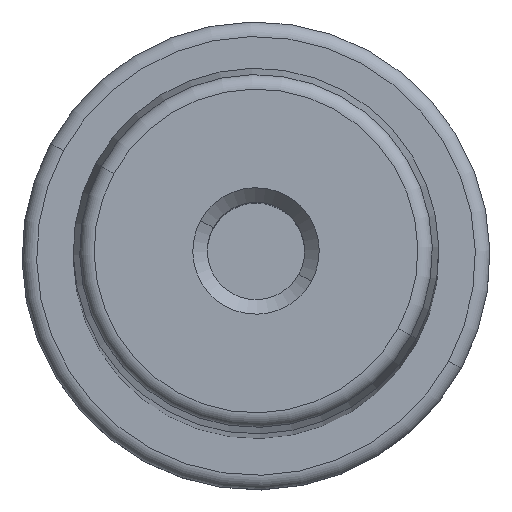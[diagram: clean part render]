
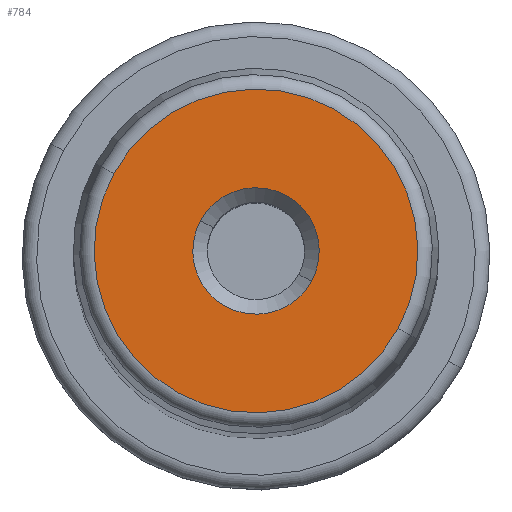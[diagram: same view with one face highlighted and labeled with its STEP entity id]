
A CAD part, top view. The second image highlights one B-rep face of the part: STEP entity #784.
In plain terms, the highlighted planar face has unit normal (0, 0, 1).
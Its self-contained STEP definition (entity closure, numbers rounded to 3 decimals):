
#718=CARTESIAN_POINT('Vertex',(-9.714,5.307,200.)) ;
#721=CARTESIAN_POINT('Axis2P3D Location',(0.,0.,200.)) ;
#725=CARTESIAN_POINT('Vertex',(9.714,-5.307,200.)) ;
#745=CARTESIAN_POINT('Axis2P3D Location',(0.,0.,200.)) ;
#757=CARTESIAN_POINT('Axis2P3D Location',(-11.938,0.,200.)) ;
#766=CARTESIAN_POINT('Axis2P3D Location',(0.,0.,200.)) ;
#770=CARTESIAN_POINT('Vertex',(-3.794,2.073,200.)) ;
#772=CARTESIAN_POINT('Vertex',(3.794,-2.073,200.)) ;
#775=CARTESIAN_POINT('Axis2P3D Location',(0.,0.,200.)) ;
#722=DIRECTION('Axis2P3D Direction',(-0.,0.,-1.)) ;
#746=DIRECTION('Axis2P3D Direction',(0.,0.,-1.)) ;
#758=DIRECTION('Axis2P3D Direction',(0.,0.,-1.)) ;
#759=DIRECTION('Axis2P3D XDirection',(1.,0.,0.)) ;
#767=DIRECTION('Axis2P3D Direction',(0.,0.,-1.)) ;
#776=DIRECTION('Axis2P3D Direction',(0.,0.,-1.)) ;
#723=AXIS2_PLACEMENT_3D('Circle Axis2P3D',#721,#722,$) ;
#747=AXIS2_PLACEMENT_3D('Circle Axis2P3D',#745,#746,$) ;
#760=AXIS2_PLACEMENT_3D('Plane Axis2P3D',#757,#758,#759) ;
#768=AXIS2_PLACEMENT_3D('Circle Axis2P3D',#766,#767,$) ;
#777=AXIS2_PLACEMENT_3D('Circle Axis2P3D',#775,#776,$) ;
#763=ORIENTED_EDGE('',*,*,#727,.F.) ;
#764=ORIENTED_EDGE('',*,*,#749,.F.) ;
#781=ORIENTED_EDGE('',*,*,#774,.T.) ;
#782=ORIENTED_EDGE('',*,*,#779,.T.) ;
#783=FACE_BOUND('',#780,.T.) ;
#784=ADVANCED_FACE('PartBody',(#765,#783),#761,.F.) ;
#724=CIRCLE('generated circle',#723,11.069) ;
#748=CIRCLE('generated circle',#747,11.069) ;
#769=CIRCLE('generated circle',#768,4.324) ;
#778=CIRCLE('generated circle',#777,4.324) ;
#727=EDGE_CURVE('',#719,#726,#724,.T.) ;
#749=EDGE_CURVE('',#726,#719,#748,.T.) ;
#774=EDGE_CURVE('',#771,#773,#769,.T.) ;
#779=EDGE_CURVE('',#773,#771,#778,.T.) ;
#762=EDGE_LOOP('',(#763,#764)) ;
#780=EDGE_LOOP('',(#781,#782)) ;
#765=FACE_OUTER_BOUND('',#762,.T.) ;
#761=PLANE('Plane',#760) ;
#719=VERTEX_POINT('',#718) ;
#726=VERTEX_POINT('',#725) ;
#771=VERTEX_POINT('',#770) ;
#773=VERTEX_POINT('',#772) ;
